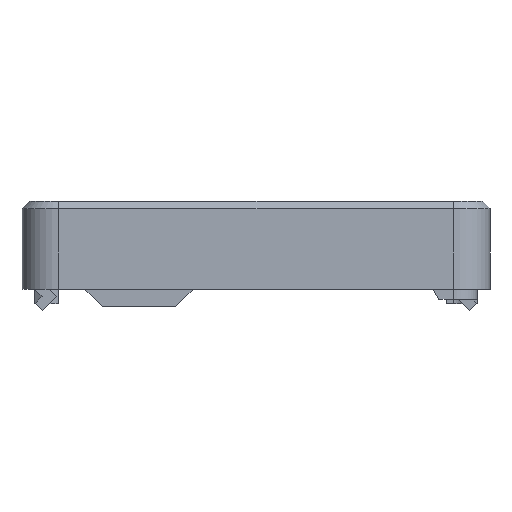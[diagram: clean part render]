
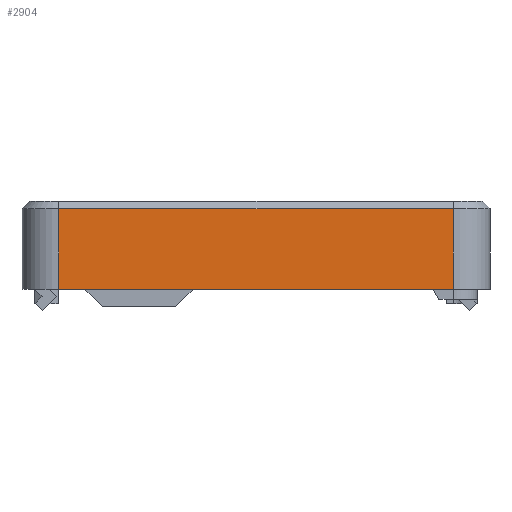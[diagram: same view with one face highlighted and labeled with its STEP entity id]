
A CAD part, left-side view. The second image highlights one B-rep face of the part: STEP entity #2904.
In plain terms, the highlighted planar face has unit normal (-1, 0, 0).
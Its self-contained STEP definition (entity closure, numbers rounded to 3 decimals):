
#238=FACE_OUTER_BOUND('',#405,.T.);
#405=EDGE_LOOP('',(#2649,#2650,#2651,#2652));
#536=LINE('',#4073,#853);
#812=LINE('',#4812,#1129);
#820=LINE('',#4832,#1137);
#821=LINE('',#4834,#1138);
#853=VECTOR('',#3228,10.);
#1129=VECTOR('',#3962,10.);
#1137=VECTOR('',#3990,10.);
#1138=VECTOR('',#3993,10.);
#1173=VERTEX_POINT('',#4070);
#1174=VERTEX_POINT('',#4072);
#1407=VERTEX_POINT('',#4806);
#1408=VERTEX_POINT('',#4810);
#1446=EDGE_CURVE('',#1173,#1174,#536,.T.);
#1816=EDGE_CURVE('',#1408,#1407,#812,.T.);
#1826=EDGE_CURVE('',#1174,#1408,#820,.T.);
#1827=EDGE_CURVE('',#1407,#1173,#821,.T.);
#2649=ORIENTED_EDGE('',*,*,#1816,.F.);
#2650=ORIENTED_EDGE('',*,*,#1826,.F.);
#2651=ORIENTED_EDGE('',*,*,#1446,.F.);
#2652=ORIENTED_EDGE('',*,*,#1827,.F.);
#2756=PLANE('',#3177);
#2904=ADVANCED_FACE('',(#238),#2756,.T.);
#3177=AXIS2_PLACEMENT_3D('',#4833,#3991,#3992);
#3228=DIRECTION('',(0.,1.,0.));
#3962=DIRECTION('',(0.,-1.,0.));
#3990=DIRECTION('',(0.,0.,1.));
#3991=DIRECTION('center_axis',(-1.,0.,0.));
#3992=DIRECTION('ref_axis',(0.,-1.,0.));
#3993=DIRECTION('',(0.,0.,-1.));
#4070=CARTESIAN_POINT('',(-34.5,-27.,12.));
#4072=CARTESIAN_POINT('',(-34.5,27.,12.));
#4073=CARTESIAN_POINT('',(-34.5,16.,12.));
#4806=CARTESIAN_POINT('',(-34.5,-27.,23.));
#4810=CARTESIAN_POINT('',(-34.5,27.,23.));
#4812=CARTESIAN_POINT('',(-34.5,16.,23.));
#4832=CARTESIAN_POINT('',(-34.5,27.,12.));
#4833=CARTESIAN_POINT('Origin',(-34.5,32.,12.));
#4834=CARTESIAN_POINT('',(-34.5,-27.,12.));
